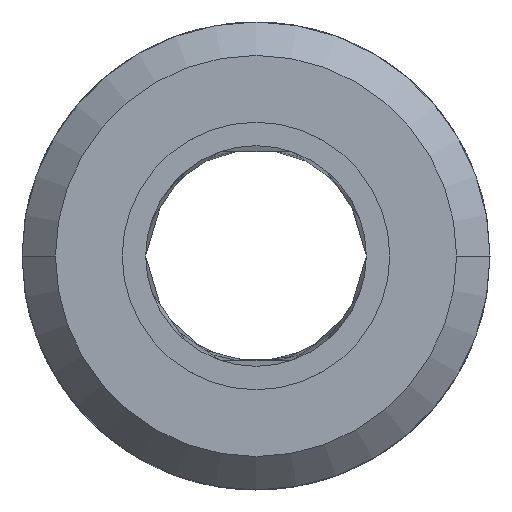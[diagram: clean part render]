
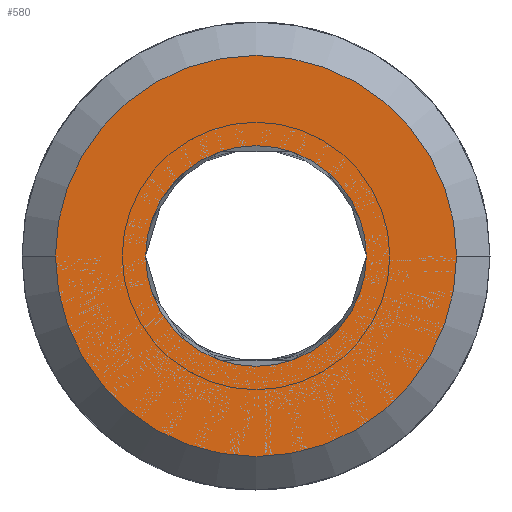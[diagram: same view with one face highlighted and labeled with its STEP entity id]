
A CAD part, left-side view. The second image highlights one B-rep face of the part: STEP entity #580.
In plain terms, the highlighted free-form (B-spline) face has degree [1, 1] with [2, 2] control points.
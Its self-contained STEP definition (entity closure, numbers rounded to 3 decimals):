
#201=CARTESIAN_POINT('',(0.,0.,0.));
#202=DIRECTION('',(1.,0.,0.));
#203=DIRECTION('',(0.,1.,0.));
#204=AXIS2_PLACEMENT_3D('',#201,#202,#203);
#214=CARTESIAN_POINT('',(0.,0.,0.));
#215=DIRECTION('',(-1.,0.,0.));
#216=DIRECTION('',(0.,1.,0.));
#217=AXIS2_PLACEMENT_3D('',#214,#215,#216);
#247=CARTESIAN_POINT('',(0.,0.,0.));
#248=DIRECTION('',(-1.,0.,0.));
#249=DIRECTION('',(0.,1.,0.));
#250=AXIS2_PLACEMENT_3D('',#247,#248,#249);
#265=CARTESIAN_POINT('',(0.,0.,0.));
#266=DIRECTION('',(1.,0.,0.));
#267=DIRECTION('',(0.,1.,0.));
#268=AXIS2_PLACEMENT_3D('',#265,#266,#267);
#293=CARTESIAN_POINT('',(0.,1.65,0.));
#295=VERTEX_POINT('',#293);
#297=CARTESIAN_POINT('',(0.,-1.65,0.));
#299=VERTEX_POINT('',#297);
#309=CARTESIAN_POINT('',(0.,3.,0.));
#310=CARTESIAN_POINT('',(0.,-3.,0.));
#311=VERTEX_POINT('',#309);
#312=VERTEX_POINT('',#310);
#566=CARTESIAN_POINT('',(0.,3.12,3.12));
#567=CARTESIAN_POINT('',(0.,3.12,-3.12));
#568=CARTESIAN_POINT('',(0.,-3.12,3.12));
#569=CARTESIAN_POINT('',(0.,-3.12,-3.12));
#570=B_SPLINE_SURFACE_WITH_KNOTS('',1,1,((#566,#567),(#568,#569)),.UNSPECIFIED.,
.F.,.F.,.F.,(2,2),(2,2),(-3.12,3.12),(-3.12,
3.12),.UNSPECIFIED.);
#571=ORIENTED_EDGE('',*,*,#556,.F.);
#573=ORIENTED_EDGE('',*,*,#572,.T.);
#574=EDGE_LOOP('',(#571,#573));
#575=FACE_OUTER_BOUND('',#574,.F.);
#576=ORIENTED_EDGE('',*,*,#348,.F.);
#577=ORIENTED_EDGE('',*,*,#390,.T.);
#578=EDGE_LOOP('',(#576,#577));
#579=FACE_BOUND('',#578,.F.);
#580=ADVANCED_FACE('',(#575,#579),#570,.F.);
#205=CIRCLE('',#204,1.65);
#218=CIRCLE('',#217,1.65);
#251=CIRCLE('',#250,3.);
#269=CIRCLE('',#268,3.);
#348=EDGE_CURVE('',#295,#299,#205,.T.);
#390=EDGE_CURVE('',#295,#299,#218,.T.);
#556=EDGE_CURVE('',#311,#312,#251,.T.);
#572=EDGE_CURVE('',#311,#312,#269,.T.);
